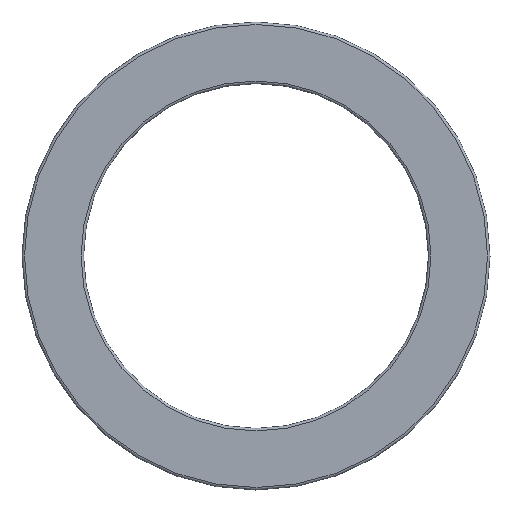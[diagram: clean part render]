
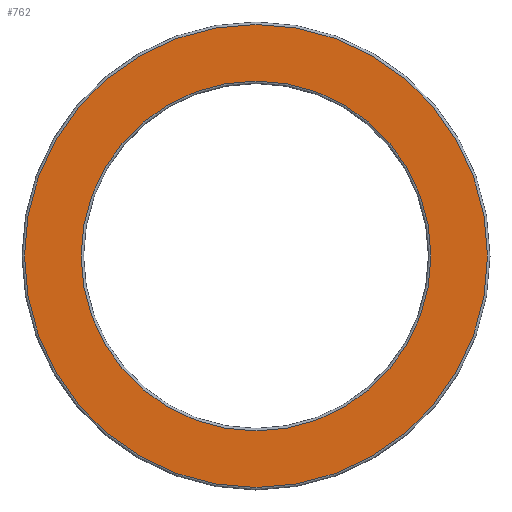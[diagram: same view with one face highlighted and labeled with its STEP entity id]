
A CAD part, left-side view. The second image highlights one B-rep face of the part: STEP entity #762.
In plain terms, the highlighted planar face has unit normal (-1, 0, 0).
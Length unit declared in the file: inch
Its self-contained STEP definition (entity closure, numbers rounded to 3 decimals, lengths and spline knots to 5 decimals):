
#12 = ORIENTED_EDGE ( 'NONE', *, *, #140, .F. ) ;
#76 = ORIENTED_EDGE ( 'NONE', *, *, #680, .T. ) ;
#102 = EDGE_LOOP ( 'NONE', ( #76 ) ) ;
#106 = DIRECTION ( 'NONE',  ( -1., 0., 0. ) ) ;
#108 = VERTEX_POINT ( 'NONE', #128 ) ;
#121 = PLANE ( 'NONE',  #135 ) ;
#128 = CARTESIAN_POINT ( 'NONE',  ( -0.3935, 0., 1.85 ) ) ;
#135 = AXIS2_PLACEMENT_3D ( 'NONE', #638, #368, #579 ) ;
#140 = EDGE_CURVE ( 'NONE', #141, #141, #336, .T. ) ;
#141 = VERTEX_POINT ( 'NONE', #196 ) ;
#196 = CARTESIAN_POINT ( 'NONE',  ( -0.3935, 0., 1.398 ) ) ;
#210 = CIRCLE ( 'NONE', #403, 1.85 ) ;
#217 = FACE_OUTER_BOUND ( 'NONE', #102, .T. ) ;
#302 = DIRECTION ( 'NONE',  ( 0., 0., 1. ) ) ;
#336 = CIRCLE ( 'NONE', #586, 1.398 ) ;
#366 = CARTESIAN_POINT ( 'NONE',  ( -0.3935, 0., 0. ) ) ;
#368 = DIRECTION ( 'NONE',  ( 1., 0., 0. ) ) ;
#382 = FACE_BOUND ( 'NONE', #791, .T. ) ;
#403 = AXIS2_PLACEMENT_3D ( 'NONE', #690, #695, #750 ) ;
#579 = DIRECTION ( 'NONE',  ( 0., 0., -1. ) ) ;
#586 = AXIS2_PLACEMENT_3D ( 'NONE', #366, #106, #302 ) ;
#638 = CARTESIAN_POINT ( 'NONE',  ( -0.3935, 0., 0. ) ) ;
#680 = EDGE_CURVE ( 'NONE', #108, #108, #210, .T. ) ;
#690 = CARTESIAN_POINT ( 'NONE',  ( -0.3935, 0., 0. ) ) ;
#695 = DIRECTION ( 'NONE',  ( -1., 0., 0. ) ) ;
#750 = DIRECTION ( 'NONE',  ( 0., 0., 1. ) ) ;
#762 = ADVANCED_FACE ( 'NONE', ( #382, #217 ), #121, .F. ) ;
#791 = EDGE_LOOP ( 'NONE', ( #12 ) ) ;
